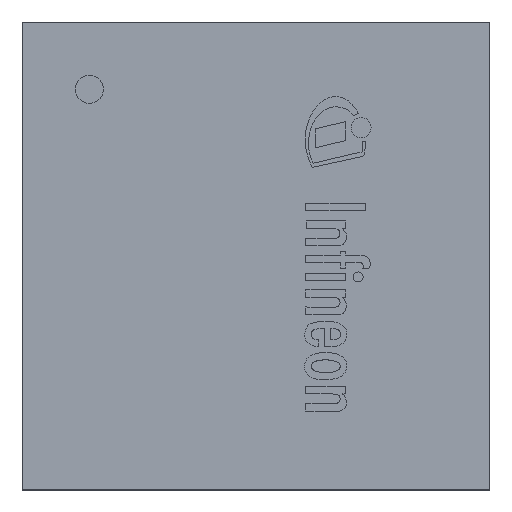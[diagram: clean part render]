
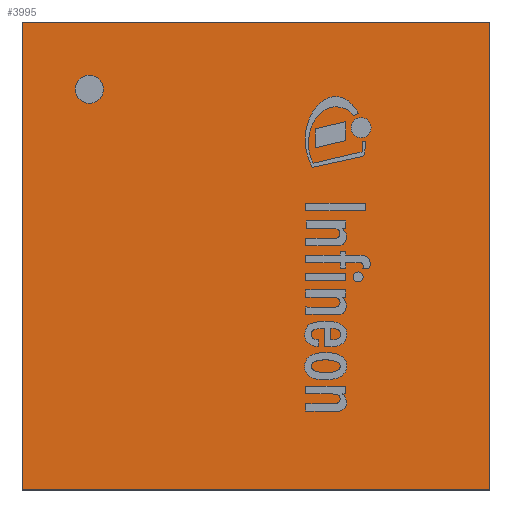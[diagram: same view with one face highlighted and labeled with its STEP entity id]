
A CAD part, top view. The second image highlights one B-rep face of the part: STEP entity #3995.
In plain terms, the highlighted planar face has unit normal (0, 0, 1).
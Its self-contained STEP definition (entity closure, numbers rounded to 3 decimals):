
#272=FACE_BOUND('',#733,.T.);
#300=CIRCLE('',#4318,0.041);
#452=FACE_OUTER_BOUND('',#732,.T.);
#732=EDGE_LOOP('',(#2870,#2871,#2872,#2873));
#733=EDGE_LOOP('',(#2874));
#1055=LINE('',#5868,#1404);
#1058=LINE('',#5874,#1407);
#1061=LINE('',#5880,#1410);
#1064=LINE('',#5884,#1413);
#1404=VECTOR('',#4829,1.);
#1407=VECTOR('',#4834,1.);
#1410=VECTOR('',#4839,1.);
#1413=VECTOR('',#4844,1.);
#1733=VERTEX_POINT('',#5857);
#1736=VERTEX_POINT('',#5865);
#1737=VERTEX_POINT('',#5867);
#1739=VERTEX_POINT('',#5873);
#1741=VERTEX_POINT('',#5879);
#2157=EDGE_CURVE('',#1733,#1733,#300,.T.);
#2160=EDGE_CURVE('',#1737,#1736,#1055,.T.);
#2163=EDGE_CURVE('',#1739,#1737,#1058,.T.);
#2166=EDGE_CURVE('',#1741,#1739,#1061,.T.);
#2169=EDGE_CURVE('',#1736,#1741,#1064,.T.);
#2870=ORIENTED_EDGE('',*,*,#2169,.T.);
#2871=ORIENTED_EDGE('',*,*,#2166,.T.);
#2872=ORIENTED_EDGE('',*,*,#2163,.T.);
#2873=ORIENTED_EDGE('',*,*,#2160,.T.);
#2874=ORIENTED_EDGE('',*,*,#2157,.T.);
#3782=PLANE('',#4325);
#3995=ADVANCED_FACE('',(#452,#272),#3782,.T.);
#4318=AXIS2_PLACEMENT_3D('',#5859,#4821,#4822);
#4325=AXIS2_PLACEMENT_3D('',#5886,#4847,#4848);
#4821=DIRECTION('center_axis',(0.,0.,-1.));
#4822=DIRECTION('ref_axis',(0.,1.,0.));
#4829=DIRECTION('',(1.,0.,0.));
#4834=DIRECTION('',(0.,-1.,0.));
#4839=DIRECTION('',(-1.,0.,0.));
#4844=DIRECTION('',(0.,1.,0.));
#4847=DIRECTION('center_axis',(0.,0.,1.));
#4848=DIRECTION('ref_axis',(0.,-1.,0.));
#5857=CARTESIAN_POINT('',(-0.481,0.441,0.75));
#5859=CARTESIAN_POINT('Origin',(-0.481,0.481,0.75));
#5865=CARTESIAN_POINT('',(0.675,-0.675,0.75));
#5867=CARTESIAN_POINT('',(-0.675,-0.675,0.75));
#5868=CARTESIAN_POINT('',(0.675,-0.675,0.75));
#5873=CARTESIAN_POINT('',(-0.675,0.675,0.75));
#5874=CARTESIAN_POINT('',(-0.675,-0.675,0.75));
#5879=CARTESIAN_POINT('',(0.675,0.675,0.75));
#5880=CARTESIAN_POINT('',(-0.675,0.675,0.75));
#5884=CARTESIAN_POINT('',(0.675,0.675,0.75));
#5886=CARTESIAN_POINT('Origin',(0.,0.,
0.75));
